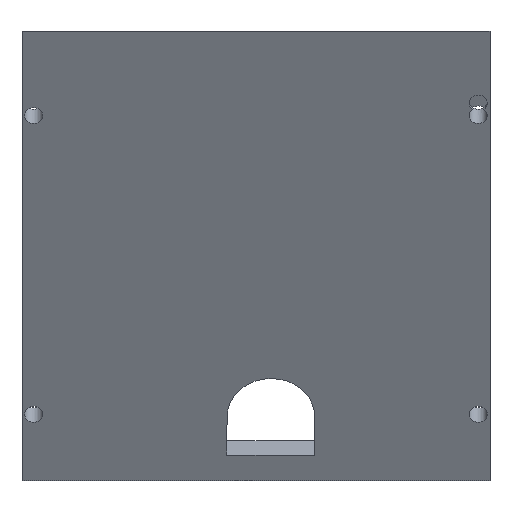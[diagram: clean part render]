
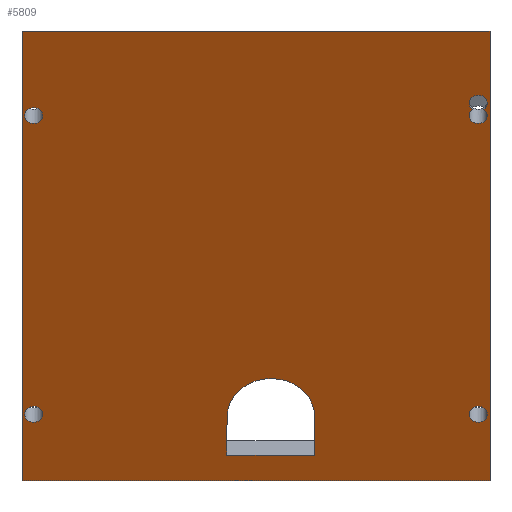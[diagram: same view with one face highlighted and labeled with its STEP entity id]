
A CAD part, front view. The second image highlights one B-rep face of the part: STEP entity #5809.
In plain terms, the highlighted planar face has unit normal (0, -0.872, -0.489).
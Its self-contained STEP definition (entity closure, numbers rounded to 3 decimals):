
#44=FACE_BOUND('',#1213,.T.);
#45=FACE_BOUND('',#1214,.T.);
#46=FACE_BOUND('',#1215,.T.);
#47=FACE_BOUND('',#1216,.T.);
#48=FACE_BOUND('',#1217,.T.);
#571=PLANE('',#6034);
#877=FACE_OUTER_BOUND('',#1212,.T.);
#1212=EDGE_LOOP('',(#5479,#5480,#5481,#5482));
#1213=EDGE_LOOP('',(#5483));
#1214=EDGE_LOOP('',(#5484));
#1215=EDGE_LOOP('',(#5485));
#1216=EDGE_LOOP('',(#5486,#5487,#5488));
#1217=EDGE_LOOP('',(#5489,#5490,#5491,#5492));
#1802=LINE('',#10647,#2396);
#1806=LINE('',#10656,#2400);
#1808=LINE('',#10659,#2402);
#1809=LINE('',#10666,#2403);
#1810=LINE('',#10670,#2404);
#1811=LINE('',#10674,#2405);
#1812=LINE('',#10676,#2406);
#2396=VECTOR('',#7015,10.);
#2400=VECTOR('',#7025,10.);
#2402=VECTOR('',#7029,10.);
#2403=VECTOR('',#7038,10.);
#2404=VECTOR('',#7043,10.);
#2405=VECTOR('',#7048,10.);
#2406=VECTOR('',#7051,10.);
#2408=CIRCLE('',#5827,1.55);
#2410=CIRCLE('',#5830,1.55);
#2412=CIRCLE('',#5833,1.55);
#2414=CIRCLE('',#5836,1.55);
#2416=CIRCLE('',#5838,1.55);
#2418=CIRCLE('',#5842,1.55);
#2420=CIRCLE('',#6023,7.5);
#2426=VERTEX_POINT('',#7058);
#2428=VERTEX_POINT('',#7064);
#2430=VERTEX_POINT('',#7070);
#2432=VERTEX_POINT('',#7076);
#2433=VERTEX_POINT('',#7078);
#2436=VERTEX_POINT('',#7084);
#2975=VERTEX_POINT('',#10644);
#2976=VERTEX_POINT('',#10646);
#2977=VERTEX_POINT('',#10650);
#2978=VERTEX_POINT('',#10654);
#2979=VERTEX_POINT('',#10662);
#2980=VERTEX_POINT('',#10664);
#2981=VERTEX_POINT('',#10668);
#2982=VERTEX_POINT('',#10672);
#2985=EDGE_CURVE('',#2426,#2426,#2408,.T.);
#2988=EDGE_CURVE('',#2428,#2428,#2410,.T.);
#2991=EDGE_CURVE('',#2430,#2430,#2412,.T.);
#2994=EDGE_CURVE('',#2433,#2432,#2414,.T.);
#2998=EDGE_CURVE('',#2432,#2436,#2416,.T.);
#3000=EDGE_CURVE('',#2436,#2433,#2418,.T.);
#3805=EDGE_CURVE('',#2976,#2975,#1802,.T.);
#3808=EDGE_CURVE('',#2975,#2977,#2420,.T.);
#3810=EDGE_CURVE('',#2977,#2978,#1806,.T.);
#3812=EDGE_CURVE('',#2978,#2976,#1808,.T.);
#3815=EDGE_CURVE('',#2979,#2980,#1809,.T.);
#3817=EDGE_CURVE('',#2980,#2981,#1810,.T.);
#3819=EDGE_CURVE('',#2981,#2982,#1811,.T.);
#3820=EDGE_CURVE('',#2982,#2979,#1812,.T.);
#5479=ORIENTED_EDGE('',*,*,#3819,.T.);
#5480=ORIENTED_EDGE('',*,*,#3820,.T.);
#5481=ORIENTED_EDGE('',*,*,#3815,.T.);
#5482=ORIENTED_EDGE('',*,*,#3817,.T.);
#5483=ORIENTED_EDGE('',*,*,#2985,.T.);
#5484=ORIENTED_EDGE('',*,*,#2988,.T.);
#5485=ORIENTED_EDGE('',*,*,#2991,.T.);
#5486=ORIENTED_EDGE('',*,*,#2994,.T.);
#5487=ORIENTED_EDGE('',*,*,#2998,.T.);
#5488=ORIENTED_EDGE('',*,*,#3000,.T.);
#5489=ORIENTED_EDGE('',*,*,#3805,.T.);
#5490=ORIENTED_EDGE('',*,*,#3808,.T.);
#5491=ORIENTED_EDGE('',*,*,#3810,.T.);
#5492=ORIENTED_EDGE('',*,*,#3812,.T.);
#5809=ADVANCED_FACE('',(#877,#44,#45,#46,#47,#48),#571,.F.);
#5827=AXIS2_PLACEMENT_3D('',#7060,#6043,#6044);
#5830=AXIS2_PLACEMENT_3D('',#7066,#6050,#6051);
#5833=AXIS2_PLACEMENT_3D('',#7072,#6057,#6058);
#5836=AXIS2_PLACEMENT_3D('',#7079,#6064,#6065);
#5838=AXIS2_PLACEMENT_3D('',#7086,#6070,#6071);
#5842=AXIS2_PLACEMENT_3D('',#7090,#6078,#6079);
#6023=AXIS2_PLACEMENT_3D('',#10652,#7020,#7021);
#6034=AXIS2_PLACEMENT_3D('',#10675,#7049,#7050);
#6043=DIRECTION('center_axis',(0.,0.872,0.489));
#6044=DIRECTION('ref_axis',(-1.,0.,0.));
#6050=DIRECTION('center_axis',(0.,0.872,0.489));
#6051=DIRECTION('ref_axis',(-1.,0.,0.));
#6057=DIRECTION('center_axis',(0.,0.872,0.489));
#6058=DIRECTION('ref_axis',(-1.,0.,0.));
#6064=DIRECTION('center_axis',(0.,0.872,0.489));
#6065=DIRECTION('ref_axis',(-1.,0.,0.));
#6070=DIRECTION('center_axis',(0.,0.872,0.489));
#6071=DIRECTION('ref_axis',(-1.,0.,0.));
#6078=DIRECTION('center_axis',(0.,0.872,0.489));
#6079=DIRECTION('ref_axis',(-1.,0.,0.));
#7015=DIRECTION('',(0.007,-0.489,0.872));
#7020=DIRECTION('center_axis',(0.,0.872,0.489));
#7021=DIRECTION('ref_axis',(-1.,0.,0.));
#7025=DIRECTION('',(-0.007,0.489,-0.872));
#7029=DIRECTION('',(-1.,0.,0.));
#7038=DIRECTION('',(1.,0.,0.));
#7043=DIRECTION('',(0.,-0.489,0.872));
#7048=DIRECTION('',(-1.,0.,0.));
#7049=DIRECTION('center_axis',(0.,0.872,0.489));
#7050=DIRECTION('ref_axis',(-1.,0.,0.));
#7051=DIRECTION('',(0.,0.489,-0.872));
#7058=CARTESIAN_POINT('',(186.55,438.325,208.139));
#7060=CARTESIAN_POINT('Origin',(185.,438.325,208.139));
#7064=CARTESIAN_POINT('',(110.55,438.325,208.139));
#7066=CARTESIAN_POINT('Origin',(109.,438.325,208.139));
#7070=CARTESIAN_POINT('',(110.55,409.735,259.177));
#7072=CARTESIAN_POINT('Origin',(109.,409.735,259.177));
#7076=CARTESIAN_POINT('',(186.55,409.735,259.177));
#7078=CARTESIAN_POINT('',(185.954,409.138,260.243));
#7079=CARTESIAN_POINT('Origin',(185.,409.735,259.177));
#7084=CARTESIAN_POINT('',(184.046,409.138,260.243));
#7086=CARTESIAN_POINT('Origin',(185.,409.735,259.177));
#7090=CARTESIAN_POINT('Origin',(185.,408.541,261.309));
#10644=CARTESIAN_POINT('',(142.055,438.55,207.737));
#10646=CARTESIAN_POINT('',(142.,442.234,201.159));
#10647=CARTESIAN_POINT('',(142.173,430.61,221.912));
#10650=CARTESIAN_POINT('',(157.055,438.604,207.641));
#10652=CARTESIAN_POINT('Origin',(149.555,438.577,207.689));
#10654=CARTESIAN_POINT('',(157.,442.234,201.159));
#10656=CARTESIAN_POINT('',(157.146,432.479,218.575));
#10659=CARTESIAN_POINT('',(144.5,442.234,201.159));
#10662=CARTESIAN_POINT('',(107.,444.678,196.797));
#10664=CARTESIAN_POINT('',(187.,444.678,196.797));
#10666=CARTESIAN_POINT('',(107.,444.678,196.797));
#10668=CARTESIAN_POINT('',(187.,401.672,273.572));
#10670=CARTESIAN_POINT('',(187.,444.678,196.797));
#10672=CARTESIAN_POINT('',(107.,401.672,273.572));
#10674=CARTESIAN_POINT('',(167.,401.672,273.572));
#10675=CARTESIAN_POINT('Origin',(147.,422.686,236.057));
#10676=CARTESIAN_POINT('',(107.,400.694,275.317));
